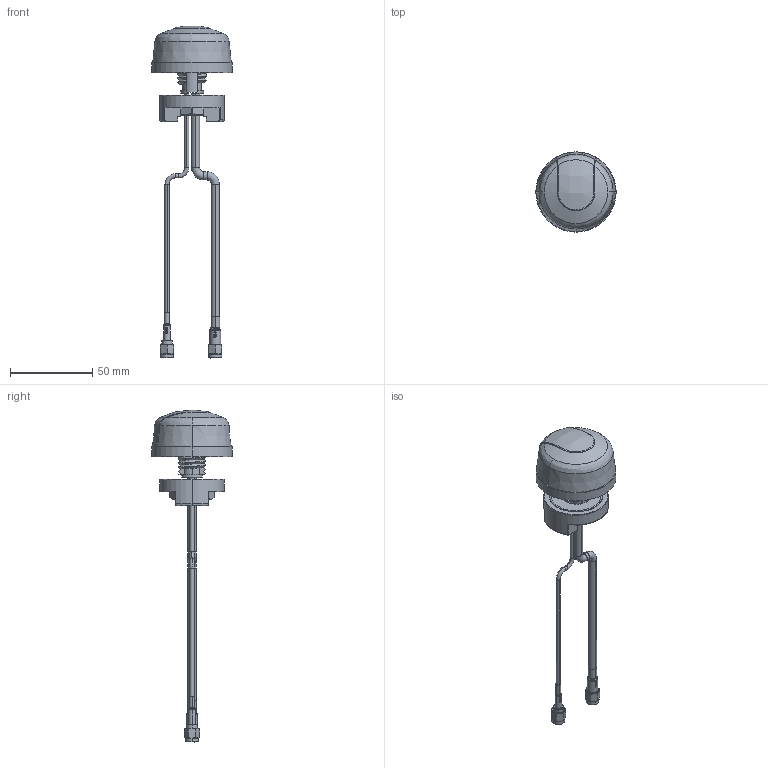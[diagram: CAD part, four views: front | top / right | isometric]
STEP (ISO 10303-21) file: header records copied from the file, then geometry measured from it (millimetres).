
FILE_DESCRIPTION (( 'STEP AP203' ), '1' );
FILE_NAME ('MA501.C.AC.001.STEP', '2019-04-24T02:40:52', ( '' ), ( '' ), 'SwSTEP 2.0', 'SolidWorks 2017', '' );
FILE_SCHEMA (( 'CONFIG_CONTROL_DESIGN' ));
Length unit declared in the file: millimetre
Products named in the file (1): MA501.C.AC.001
Bounding box: 48.8 x 48.8 x 201.84 mm (x, y, z)
Surface area: 20630.8 mm2 (no closed solid volume)
Topology: 0 solids, 26 shells, 316 faces, 1019 edges, 710 vertices
Faces by surface type: cylinder 118, bspline 84, plane 66, torus 27, cone 21
Entity records: 31193 total; most frequent: CARTESIAN_POINT 23406, ORIENTED_EDGE 1659, DIRECTION 1371, EDGE_CURVE 1015, VERTEX_POINT 710, AXIS2_PLACEMENT_3D 535, EDGE_LOOP 329, FACE_OUTER_BOUND 316
